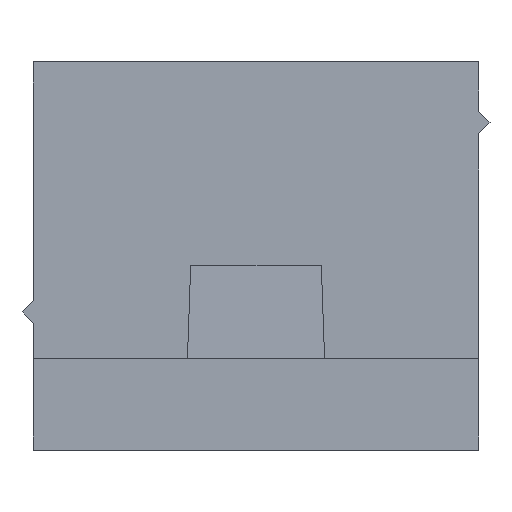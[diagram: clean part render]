
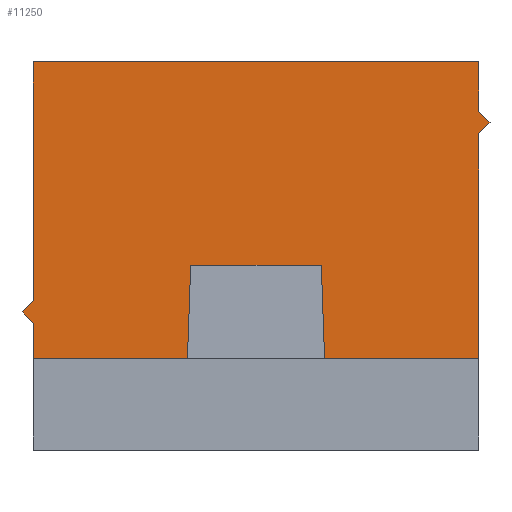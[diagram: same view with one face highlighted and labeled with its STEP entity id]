
A CAD part, left-side view. The second image highlights one B-rep face of the part: STEP entity #11250.
In plain terms, the highlighted face is planar.
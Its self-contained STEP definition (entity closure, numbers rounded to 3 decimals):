
#60=CARTESIAN_POINT('',(1.078,19.,
15.));
#70=DIRECTION('',(1.,0.,0.));
#80=VECTOR('',#70,1.);
#90=LINE('',#60,#80);
#100=CARTESIAN_POINT('',(-56.15,19.,
15.));
#110=VERTEX_POINT('',#100);
#120=CARTESIAN_POINT('',(-36.65,19.,
15.));
#130=VERTEX_POINT('',#120);
#140=EDGE_CURVE('',#110,#130,#90,.T.);
#4940=CARTESIAN_POINT('',(-36.65,19.,
2.));
#4950=VERTEX_POINT('',#4940);
#4980=CARTESIAN_POINT('',(1.078,19.,
2.));
#4990=DIRECTION('',(1.,0.,0.));
#5000=VECTOR('',#4990,1.);
#5010=LINE('',#4980,#5000);
#5020=CARTESIAN_POINT('',(-44.897,19.,
2.));
#5030=VERTEX_POINT('',#5020);
#5040=EDGE_CURVE('',#5030,#4950,#5010,.T.);
#5490=CARTESIAN_POINT('',(-47.903,19.,
2.));
#5500=VERTEX_POINT('',#5490);
#5530=CARTESIAN_POINT('',(-56.15,19.,
2.));
#5540=VERTEX_POINT('',#5530);
#5550=EDGE_CURVE('',#5540,#5500,#5010,.T.);
#6470=CARTESIAN_POINT('',(-56.15,19.,
0.));
#6480=DIRECTION('',(0.,0.,-1.));
#6490=VECTOR('',#6480,1.);
#6500=LINE('',#6470,#6490);
#6510=CARTESIAN_POINT('',(-56.15,19.,11.85));
#6520=VERTEX_POINT('',#6510);
#6530=EDGE_CURVE('',#6520,#5540,#6500,.T.);
#6830=CARTESIAN_POINT('',(-56.15,19.,12.85));
#6840=VERTEX_POINT('',#6830);
#6870=CARTESIAN_POINT('',(-56.15,19.,
0.));
#6880=DIRECTION('',(0.,0.,-1.));
#6890=VECTOR('',#6880,1.);
#6900=LINE('',#6870,#6890);
#6910=EDGE_CURVE('',#110,#6840,#6900,.T.);
#7220=CARTESIAN_POINT('',(-56.65,19.,
12.35));
#7230=VERTEX_POINT('',#7220);
#7260=CARTESIAN_POINT('',(1.078,19.,
70.078));
#7270=DIRECTION('',(0.707,0.,
0.707));
#7280=VECTOR('',#7270,1.);
#7290=LINE('',#7260,#7280);
#7300=EDGE_CURVE('',#7230,#6840,#7290,.T.);
#7470=CARTESIAN_POINT('',(-44.3,19.,
0.));
#7480=DIRECTION('',(-0.707,0.,
0.707));
#7490=VECTOR('',#7480,1.);
#7500=LINE('',#7470,#7490);
#7510=EDGE_CURVE('',#6520,#7230,#7500,.T.);
#7820=CARTESIAN_POINT('',(-36.65,19.,
4.55));
#7830=VERTEX_POINT('',#7820);
#7930=CARTESIAN_POINT('',(-36.65,19.,
0.));
#7940=DIRECTION('',(0.,0.,1.));
#7950=VECTOR('',#7940,1.);
#7960=LINE('',#7930,#7950);
#7970=EDGE_CURVE('',#7830,#130,#7960,.T.);
#8260=CARTESIAN_POINT('',(-36.65,19.,
3.55));
#8270=VERTEX_POINT('',#8260);
#8300=CARTESIAN_POINT('',(-36.65,19.,
0.));
#8310=DIRECTION('',(0.,0.,1.));
#8320=VECTOR('',#8310,1.);
#8330=LINE('',#8300,#8320);
#8340=EDGE_CURVE('',#4950,#8270,#8330,.T.);
#8660=CARTESIAN_POINT('',(-36.15,19.,
4.05));
#8670=VERTEX_POINT('',#8660);
#8700=CARTESIAN_POINT('',(0.578,19.,
40.778));
#8710=DIRECTION('',(-0.707,0.,
-0.707));
#8720=VECTOR('',#8710,1.);
#8730=LINE('',#8700,#8720);
#8740=EDGE_CURVE('',#8670,#8270,#8730,.T.);
#8920=CARTESIAN_POINT('',(0.578,19.,
-32.678));
#8930=DIRECTION('',(0.707,0.,
-0.707));
#8940=VECTOR('',#8930,1.);
#8950=LINE('',#8920,#8940);
#8960=EDGE_CURVE('',#7830,#8670,#8950,.T.);
#10850=CARTESIAN_POINT('',(-46.4,19.,
5.75));
#10860=DIRECTION('',(0.,-1.,0.));
#10870=DIRECTION('',(1.,0.,0.));
#10880=AXIS2_PLACEMENT_3D('',#10850,#10860,#10870);
#10890=PLANE('',#10880);
#10900=CARTESIAN_POINT('',(-44.827,19.,
0.));
#10910=DIRECTION('',(0.035,0.,
-0.999));
#10920=VECTOR('',#10910,1.);
#10930=LINE('',#10900,#10920);
#10940=CARTESIAN_POINT('',(-45.04,19.,
6.1));
#10950=VERTEX_POINT('',#10940);
#10960=EDGE_CURVE('',#10950,#5030,#10930,.T.);
#10970=ORIENTED_EDGE('',*,*,#10960,.F.);
#10980=ORIENTED_EDGE('',*,*,#5040,.F.);
#10990=ORIENTED_EDGE('',*,*,#8340,.F.);
#11000=ORIENTED_EDGE('',*,*,#8740,.T.);
#11010=ORIENTED_EDGE('',*,*,#8960,.T.);
#11020=ORIENTED_EDGE('',*,*,#7970,.F.);
#11030=ORIENTED_EDGE('',*,*,#140,.T.);
#11040=ORIENTED_EDGE('',*,*,#6910,.F.);
#11050=ORIENTED_EDGE('',*,*,#7300,.T.);
#11060=ORIENTED_EDGE('',*,*,#7510,.T.);
#11070=ORIENTED_EDGE('',*,*,#6530,.F.);
#11080=ORIENTED_EDGE('',*,*,#5550,.F.);
#11090=CARTESIAN_POINT('',(-47.973,19.,
0.));
#11100=DIRECTION('',(0.035,0.,
0.999));
#11110=VECTOR('',#11100,1.);
#11120=LINE('',#11090,#11110);
#11130=CARTESIAN_POINT('',(-47.76,19.,
6.1));
#11140=VERTEX_POINT('',#11130);
#11150=EDGE_CURVE('',#5500,#11140,#11120,.T.);
#11160=ORIENTED_EDGE('',*,*,#11150,.F.);
#11170=CARTESIAN_POINT('',(1.078,19.,
6.1));
#11180=DIRECTION('',(-1.,0.,0.));
#11190=VECTOR('',#11180,1.);
#11200=LINE('',#11170,#11190);
#11210=EDGE_CURVE('',#10950,#11140,#11200,.T.);
#11220=ORIENTED_EDGE('',*,*,#11210,.T.);
#11230=EDGE_LOOP('',(#11220,#11160,#11080,#11070,#11060,#11050,#11040,
#11030,#11020,#11010,#11000,#10990,#10980,#10970));
#11240=FACE_OUTER_BOUND('',#11230,.T.);
#11250=ADVANCED_FACE('',(#11240),#10890,.F.);
